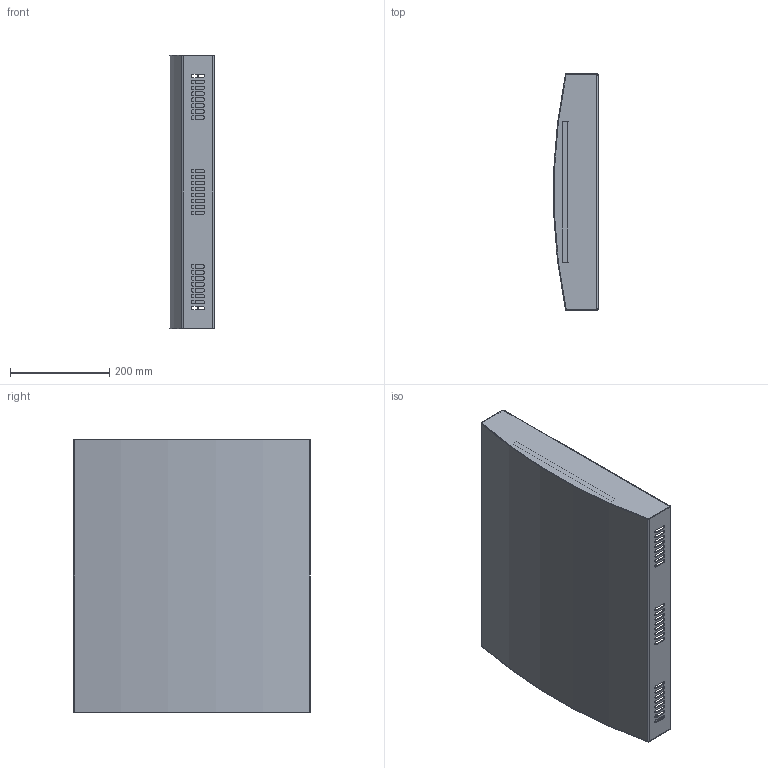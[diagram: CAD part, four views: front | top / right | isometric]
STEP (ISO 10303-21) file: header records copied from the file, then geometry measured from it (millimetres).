
FILE_DESCRIPTION (( 'STEP AP203' ), '1' );
FILE_NAME ('ENSAMBLE CUERPO PUERTA M 2020-9.5L.STEP', '2021-02-12T18:28:41', ( '' ), ( '' ), 'SwSTEP 2.0', 'SolidWorks 2013', '' );
FILE_SCHEMA (( 'CONFIG_CONTROL_DESIGN' ));
Length unit declared in the file: millimetre
Products named in the file (6): ENSAMBLE CUERPO PUERTA M 2020-9.5L; CONTRATAPA EXTERIOR M 2020-9.5L_PredeterminadoSM-CHAPA-DESPLEGADA; LATERAL PUERTA M 2020-9.5L; SOPORTE INTERIOR CONTRATAPA M 2020-9.5L; CONTRATAPA INTERIOR M 2020-9.5L_PredeterminadoSM-CHAPA-DESPLEGADA; FRONTAL PUERTA M 2020-9.5L
Assembly tree (7 placements, depth 2):
  ENSAMBLE CUERPO PUERTA M 2020-9.5L
    FRONTAL PUERTA M 2020-9.5L
    LATERAL PUERTA M 2020-9.5L  x2
    SOPORTE INTERIOR CONTRATAPA M 2020-9.5L  x2
    CONTRATAPA EXTERIOR M 2020-9.5L_PredeterminadoSM-CHAPA-DESPLEGADA
    CONTRATAPA INTERIOR M 2020-9.5L_PredeterminadoSM-CHAPA-DESPLEGADA
Bounding box: 89.52 x 477 x 551 mm (x, y, z)
Volume: 1247110.6 mm3; surface area: 1683915.7 mm2
Topology: 11 solids, 11 shells, 549 faces, 1375 edges, 856 vertices
Faces by surface type: plane 287, cylinder 230, bspline 16, cone 16
Entity records: 15991 total; most frequent: CARTESIAN_POINT 3462, DIRECTION 2505, ORIENTED_EDGE 2414, EDGE_CURVE 1207, AXIS2_PLACEMENT_3D 861, LINE 783, VECTOR 783, VERTEX_POINT 756
